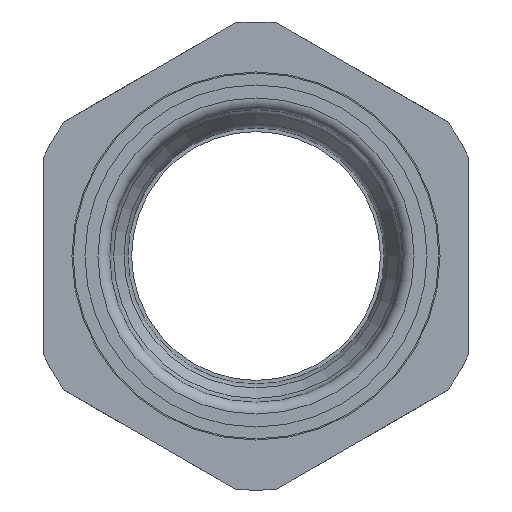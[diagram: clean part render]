
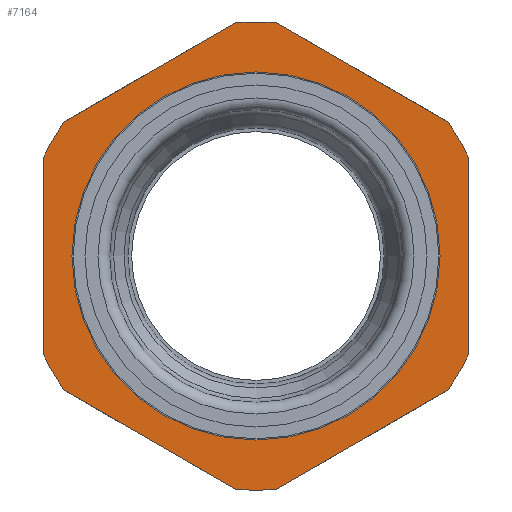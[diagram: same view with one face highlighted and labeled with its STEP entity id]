
A CAD part, front view. The second image highlights one B-rep face of the part: STEP entity #7164.
In plain terms, the highlighted planar face has unit normal (0, -1, 0).
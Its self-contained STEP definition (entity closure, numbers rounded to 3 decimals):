
#109 = ORIENTED_EDGE ( 'NONE', *, *, #591, .T. ) ;
#184 = CIRCLE ( 'NONE', #5153, 12.578 ) ;
#252 = VERTEX_POINT ( 'NONE', #7078 ) ;
#541 = AXIS2_PLACEMENT_3D ( 'NONE', #2955, #6591, #2995 ) ;
#591 = EDGE_CURVE ( 'NONE', #5355, #6932, #2139, .T. ) ;
#720 = ORIENTED_EDGE ( 'NONE', *, *, #5298, .T. ) ;
#929 = LINE ( 'NONE', #3305, #3583 ) ;
#941 = AXIS2_PLACEMENT_3D ( 'NONE', #5182, #5778, #5697 ) ;
#1036 = DIRECTION ( 'NONE',  ( 0., 0., 1. ) ) ;
#1112 = CARTESIAN_POINT ( 'NONE',  ( 14.5, -7.25, 6.764 ) ) ;
#1181 = CIRCLE ( 'NONE', #5402, 16. ) ;
#1189 = PLANE ( 'NONE',  #5375 ) ;
#1338 = CARTESIAN_POINT ( 'NONE',  ( -13.108, -7.25, 9.175 ) ) ;
#1500 = CARTESIAN_POINT ( 'NONE',  ( 0., -7.25, 0. ) ) ;
#1552 = DIRECTION ( 'NONE',  ( -0.866, 0., -0.5 ) ) ;
#1564 = DIRECTION ( 'NONE',  ( 0., -1., 0. ) ) ;
#1676 = DIRECTION ( 'NONE',  ( 0., 0., 1. ) ) ;
#1733 = EDGE_LOOP ( 'NONE', ( #5935 ) ) ;
#1782 = ORIENTED_EDGE ( 'NONE', *, *, #3210, .T. ) ;
#1906 = CIRCLE ( 'NONE', #941, 16. ) ;
#1929 = ORIENTED_EDGE ( 'NONE', *, *, #3321, .T. ) ;
#1970 = EDGE_CURVE ( 'NONE', #5294, #5294, #184, .T. ) ;
#1986 = CARTESIAN_POINT ( 'NONE',  ( -14.5, -7.25, 6.764 ) ) ;
#2053 = ORIENTED_EDGE ( 'NONE', *, *, #2468, .T. ) ;
#2103 = CARTESIAN_POINT ( 'NONE',  ( 1.392, -7.25, 15.939 ) ) ;
#2139 = CIRCLE ( 'NONE', #2626, 16. ) ;
#2235 = LINE ( 'NONE', #7436, #7054 ) ;
#2291 = VERTEX_POINT ( 'NONE', #1338 ) ;
#2467 = DIRECTION ( 'NONE',  ( 0., -1., 0. ) ) ;
#2468 = EDGE_CURVE ( 'NONE', #6181, #252, #1906, .T. ) ;
#2481 = LINE ( 'NONE', #6040, #6272 ) ;
#2626 = AXIS2_PLACEMENT_3D ( 'NONE', #2778, #1564, #3831 ) ;
#2672 = CARTESIAN_POINT ( 'NONE',  ( 0., -7.25, 0. ) ) ;
#2677 = DIRECTION ( 'NONE',  ( 0., 0., -1. ) ) ;
#2756 = EDGE_CURVE ( 'NONE', #6020, #5425, #929, .T. ) ;
#2778 = CARTESIAN_POINT ( 'NONE',  ( 0., -7.25, 0. ) ) ;
#2824 = EDGE_CURVE ( 'NONE', #6548, #4690, #6158, .T. ) ;
#2919 = EDGE_CURVE ( 'NONE', #5862, #2291, #3781, .T. ) ;
#2955 = CARTESIAN_POINT ( 'NONE',  ( 0., -7.25, 0. ) ) ;
#2995 = DIRECTION ( 'NONE',  ( 0., 0., -1. ) ) ;
#3064 = DIRECTION ( 'NONE',  ( 0., 0., -1. ) ) ;
#3210 = EDGE_CURVE ( 'NONE', #2291, #6548, #1181, .T. ) ;
#3271 = CARTESIAN_POINT ( 'NONE',  ( -14.5, -7.25, -8.372 ) ) ;
#3305 = CARTESIAN_POINT ( 'NONE',  ( 0., -7.25, 16.743 ) ) ;
#3321 = EDGE_CURVE ( 'NONE', #6932, #5042, #5058, .T. ) ;
#3583 = VECTOR ( 'NONE', #7221, 1000. ) ;
#3636 = CARTESIAN_POINT ( 'NONE',  ( 14.5, -7.25, -6.764 ) ) ;
#3781 = LINE ( 'NONE', #4419, #6647 ) ;
#3806 = DIRECTION ( 'NONE',  ( 0., -1., 0. ) ) ;
#3831 = DIRECTION ( 'NONE',  ( 0., 0., -1. ) ) ;
#3846 = DIRECTION ( 'NONE',  ( 0., -1., 0. ) ) ;
#3883 = CARTESIAN_POINT ( 'NONE',  ( 13.108, -7.25, -9.175 ) ) ;
#3986 = FACE_BOUND ( 'NONE', #1733, .T. ) ;
#4053 = CARTESIAN_POINT ( 'NONE',  ( 0., -7.25, 16. ) ) ;
#4161 = EDGE_CURVE ( 'NONE', #4690, #5235, #6456, .T. ) ;
#4419 = CARTESIAN_POINT ( 'NONE',  ( -14.5, -7.25, 8.372 ) ) ;
#4468 = EDGE_CURVE ( 'NONE', #5235, #6181, #2235, .T. ) ;
#4482 = DIRECTION ( 'NONE',  ( 0., 0., -1. ) ) ;
#4637 = ORIENTED_EDGE ( 'NONE', *, *, #6303, .T. ) ;
#4690 = VERTEX_POINT ( 'NONE', #4914 ) ;
#4864 = CARTESIAN_POINT ( 'NONE',  ( -13.108, -7.25, -9.175 ) ) ;
#4889 = ORIENTED_EDGE ( 'NONE', *, *, #4468, .T. ) ;
#4914 = CARTESIAN_POINT ( 'NONE',  ( -14.5, -7.25, -6.764 ) ) ;
#5042 = VERTEX_POINT ( 'NONE', #1112 ) ;
#5058 = LINE ( 'NONE', #6343, #7093 ) ;
#5074 = ORIENTED_EDGE ( 'NONE', *, *, #2824, .T. ) ;
#5153 = AXIS2_PLACEMENT_3D ( 'NONE', #2672, #3846, #4482 ) ;
#5182 = CARTESIAN_POINT ( 'NONE',  ( 0., -7.25, 0. ) ) ;
#5226 = CARTESIAN_POINT ( 'NONE',  ( 13.108, -7.25, 9.175 ) ) ;
#5231 = ORIENTED_EDGE ( 'NONE', *, *, #7343, .T. ) ;
#5235 = VERTEX_POINT ( 'NONE', #4864 ) ;
#5294 = VERTEX_POINT ( 'NONE', #7463 ) ;
#5298 = EDGE_CURVE ( 'NONE', #252, #5355, #2481, .T. ) ;
#5355 = VERTEX_POINT ( 'NONE', #3883 ) ;
#5375 = AXIS2_PLACEMENT_3D ( 'NONE', #4053, #5608, #1676 ) ;
#5402 = AXIS2_PLACEMENT_3D ( 'NONE', #7045, #6629, #6550 ) ;
#5425 = VERTEX_POINT ( 'NONE', #2103 ) ;
#5588 = CARTESIAN_POINT ( 'NONE',  ( -1.392, -7.25, -15.939 ) ) ;
#5608 = DIRECTION ( 'NONE',  ( 0., 1., 0. ) ) ;
#5646 = EDGE_LOOP ( 'NONE', ( #6183, #1782, #5074, #6837, #4889, #2053, #720, #109, #1929, #5231, #5909, #4637 ) ) ;
#5697 = DIRECTION ( 'NONE',  ( 0., 0., -1. ) ) ;
#5778 = DIRECTION ( 'NONE',  ( 0., -1., 0. ) ) ;
#5862 = VERTEX_POINT ( 'NONE', #7394 ) ;
#5909 = ORIENTED_EDGE ( 'NONE', *, *, #2756, .T. ) ;
#5935 = ORIENTED_EDGE ( 'NONE', *, *, #1970, .F. ) ;
#6020 = VERTEX_POINT ( 'NONE', #5226 ) ;
#6040 = CARTESIAN_POINT ( 'NONE',  ( 14.5, -7.25, -8.372 ) ) ;
#6158 = LINE ( 'NONE', #3271, #6868 ) ;
#6181 = VERTEX_POINT ( 'NONE', #5588 ) ;
#6183 = ORIENTED_EDGE ( 'NONE', *, *, #2919, .T. ) ;
#6272 = VECTOR ( 'NONE', #6510, 1000. ) ;
#6303 = EDGE_CURVE ( 'NONE', #5425, #5862, #7243, .T. ) ;
#6333 = DIRECTION ( 'NONE',  ( 0.866, 0., -0.5 ) ) ;
#6343 = CARTESIAN_POINT ( 'NONE',  ( 14.5, -7.25, 8.372 ) ) ;
#6374 = FACE_OUTER_BOUND ( 'NONE', #5646, .T. ) ;
#6456 = CIRCLE ( 'NONE', #7060, 16. ) ;
#6510 = DIRECTION ( 'NONE',  ( 0.866, 0., 0.5 ) ) ;
#6548 = VERTEX_POINT ( 'NONE', #1986 ) ;
#6550 = DIRECTION ( 'NONE',  ( 0., 0., -1. ) ) ;
#6591 = DIRECTION ( 'NONE',  ( 0., -1., 0. ) ) ;
#6629 = DIRECTION ( 'NONE',  ( 0., -1., 0. ) ) ;
#6647 = VECTOR ( 'NONE', #1552, 1000. ) ;
#6837 = ORIENTED_EDGE ( 'NONE', *, *, #4161, .T. ) ;
#6868 = VECTOR ( 'NONE', #7336, 1000. ) ;
#6932 = VERTEX_POINT ( 'NONE', #3636 ) ;
#7004 = AXIS2_PLACEMENT_3D ( 'NONE', #1500, #3806, #2677 ) ;
#7045 = CARTESIAN_POINT ( 'NONE',  ( 0., -7.25, 0. ) ) ;
#7054 = VECTOR ( 'NONE', #6333, 1000. ) ;
#7060 = AXIS2_PLACEMENT_3D ( 'NONE', #7062, #2467, #3064 ) ;
#7062 = CARTESIAN_POINT ( 'NONE',  ( 0., -7.25, 0. ) ) ;
#7078 = CARTESIAN_POINT ( 'NONE',  ( 1.392, -7.25, -15.939 ) ) ;
#7093 = VECTOR ( 'NONE', #1036, 1000. ) ;
#7164 = ADVANCED_FACE ( 'NONE', ( #6374, #3986 ), #1189, .F. ) ;
#7221 = DIRECTION ( 'NONE',  ( -0.866, 0., 0.5 ) ) ;
#7243 = CIRCLE ( 'NONE', #7004, 16. ) ;
#7336 = DIRECTION ( 'NONE',  ( 0., 0., -1. ) ) ;
#7343 = EDGE_CURVE ( 'NONE', #5042, #6020, #7437, .T. ) ;
#7394 = CARTESIAN_POINT ( 'NONE',  ( -1.392, -7.25, 15.939 ) ) ;
#7436 = CARTESIAN_POINT ( 'NONE',  ( 0., -7.25, -16.743 ) ) ;
#7437 = CIRCLE ( 'NONE', #541, 16. ) ;
#7463 = CARTESIAN_POINT ( 'NONE',  ( 0., -7.25, -12.578 ) ) ;
